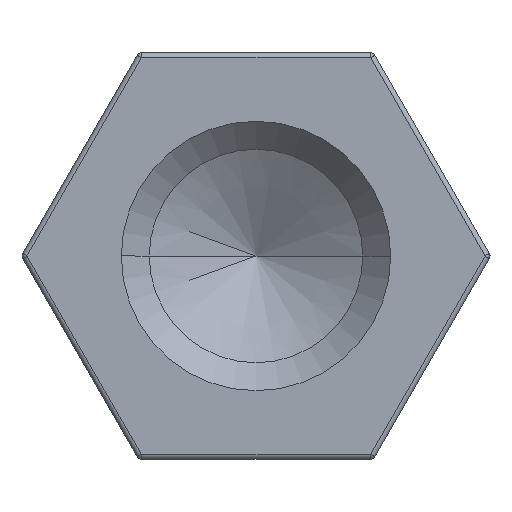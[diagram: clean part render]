
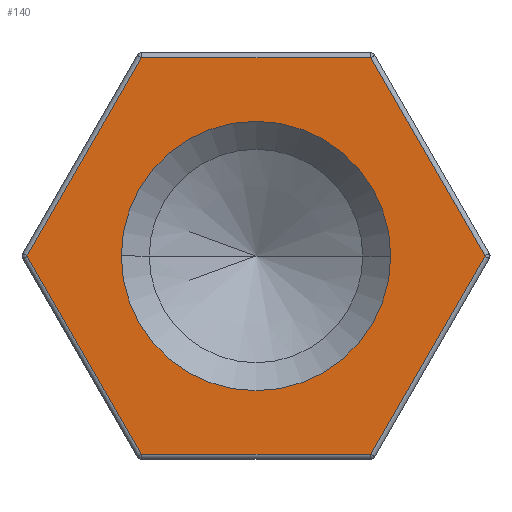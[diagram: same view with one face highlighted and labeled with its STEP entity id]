
A CAD part, left-side view. The second image highlights one B-rep face of the part: STEP entity #140.
In plain terms, the highlighted planar face has unit normal (-1, 0, 0).
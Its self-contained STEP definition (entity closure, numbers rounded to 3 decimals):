
#9 = DIRECTION ( 'NONE',  ( 1., 0., 0. ) ) ;
#28 = EDGE_CURVE ( 'NONE', #676, #1125, #544, .T. ) ;
#29 = EDGE_CURVE ( 'NONE', #1125, #656, #543, .T. ) ;
#33 = EDGE_CURVE ( 'NONE', #966, #915, #531, .T. ) ;
#34 = EDGE_CURVE ( 'NONE', #915, #676, #527, .T. ) ;
#67 = CARTESIAN_POINT ( 'NONE',  ( 0., -2.252, -3.9 ) ) ;
#85 = CIRCLE ( 'NONE', #1148, 2.65 ) ;
#111 = LINE ( 'NONE', #260, #818 ) ;
#115 = VECTOR ( 'NONE', #560, 1000. ) ;
#140 = ADVANCED_FACE ( 'NONE', ( #372, #362 ), #147, .F. ) ;
#147 = PLANE ( 'NONE',  #1096 ) ;
#149 = CARTESIAN_POINT ( 'NONE',  ( 0., 2.252, 3.9 ) ) ;
#161 = CARTESIAN_POINT ( 'NONE',  ( 0., 4.503, 0. ) ) ;
#168 = CARTESIAN_POINT ( 'NONE',  ( 0., 2.65, 0. ) ) ;
#180 = DIRECTION ( 'NONE',  ( 0., 1., 0. ) ) ;
#187 = DIRECTION ( 'NONE',  ( 1., 0., 0. ) ) ;
#188 = CARTESIAN_POINT ( 'NONE',  ( 0., 0., 0. ) ) ;
#246 = CARTESIAN_POINT ( 'NONE',  ( 0., -2.252, 3.9 ) ) ;
#253 = DIRECTION ( 'NONE',  ( 0., 0.5, 0.866 ) ) ;
#260 = CARTESIAN_POINT ( 'NONE',  ( 0., -3.377, 1.95 ) ) ;
#288 = CARTESIAN_POINT ( 'NONE',  ( 0., 2.252, -3.9 ) ) ;
#295 = CARTESIAN_POINT ( 'NONE',  ( 0., -4.503, 0. ) ) ;
#362 = FACE_BOUND ( 'NONE', #1068, .T. ) ;
#372 = FACE_OUTER_BOUND ( 'NONE', #986, .T. ) ;
#382 = CARTESIAN_POINT ( 'NONE',  ( 0., -2.65, 0. ) ) ;
#495 = DIRECTION ( 'NONE',  ( 0., 1., 0. ) ) ;
#502 = DIRECTION ( 'NONE',  ( 1., 0., 0. ) ) ;
#506 = EDGE_CURVE ( 'NONE', #586, #863, #85, .T. ) ;
#507 = CARTESIAN_POINT ( 'NONE',  ( 0., 0., 0. ) ) ;
#520 = VECTOR ( 'NONE', #1248, 1000. ) ;
#525 = VECTOR ( 'NONE', #1242, 1000. ) ;
#527 = LINE ( 'NONE', #1239, #520 ) ;
#529 = VECTOR ( 'NONE', #910, 1000. ) ;
#531 = LINE ( 'NONE', #1310, #525 ) ;
#532 = VECTOR ( 'NONE', #1260, 1000. ) ;
#536 = AXIS2_PLACEMENT_3D ( 'NONE', #188, #187, #180 ) ;
#543 = LINE ( 'NONE', #1255, #529 ) ;
#544 = LINE ( 'NONE', #1236, #532 ) ;
#560 = DIRECTION ( 'NONE',  ( 0., 1., 0. ) ) ;
#586 = VERTEX_POINT ( 'NONE', #382 ) ;
#629 = CARTESIAN_POINT ( 'NONE',  ( 0., 0., 3.9 ) ) ;
#656 = VERTEX_POINT ( 'NONE', #295 ) ;
#676 = VERTEX_POINT ( 'NONE', #288 ) ;
#703 = EDGE_CURVE ( 'NONE', #656, #755, #111, .T. ) ;
#755 = VERTEX_POINT ( 'NONE', #246 ) ;
#818 = VECTOR ( 'NONE', #253, 1000. ) ;
#829 = ORIENTED_EDGE ( 'NONE', *, *, #506, .T. ) ;
#835 = EDGE_CURVE ( 'NONE', #863, #586, #1324, .T. ) ;
#836 = ORIENTED_EDGE ( 'NONE', *, *, #835, .T. ) ;
#847 = EDGE_CURVE ( 'NONE', #755, #966, #1307, .T. ) ;
#861 = ORIENTED_EDGE ( 'NONE', *, *, #29, .T. ) ;
#863 = VERTEX_POINT ( 'NONE', #168 ) ;
#865 = ORIENTED_EDGE ( 'NONE', *, *, #28, .T. ) ;
#866 = ORIENTED_EDGE ( 'NONE', *, *, #34, .T. ) ;
#867 = ORIENTED_EDGE ( 'NONE', *, *, #33, .T. ) ;
#876 = ORIENTED_EDGE ( 'NONE', *, *, #847, .T. ) ;
#880 = ORIENTED_EDGE ( 'NONE', *, *, #703, .T. ) ;
#910 = DIRECTION ( 'NONE',  ( 0., -0.5, 0.866 ) ) ;
#915 = VERTEX_POINT ( 'NONE', #161 ) ;
#966 = VERTEX_POINT ( 'NONE', #149 ) ;
#986 = EDGE_LOOP ( 'NONE', ( #880, #876, #867, #866, #865, #861 ) ) ;
#1068 = EDGE_LOOP ( 'NONE', ( #836, #829 ) ) ;
#1096 = AXIS2_PLACEMENT_3D ( 'NONE', #1374, #9, #1420 ) ;
#1125 = VERTEX_POINT ( 'NONE', #67 ) ;
#1148 = AXIS2_PLACEMENT_3D ( 'NONE', #507, #502, #495 ) ;
#1236 = CARTESIAN_POINT ( 'NONE',  ( 0., 0., -3.9 ) ) ;
#1239 = CARTESIAN_POINT ( 'NONE',  ( 0., 3.377, -1.95 ) ) ;
#1242 = DIRECTION ( 'NONE',  ( 0., 0.5, -0.866 ) ) ;
#1248 = DIRECTION ( 'NONE',  ( 0., -0.5, -0.866 ) ) ;
#1255 = CARTESIAN_POINT ( 'NONE',  ( 0., -3.377, -1.95 ) ) ;
#1260 = DIRECTION ( 'NONE',  ( 0., -1., 0. ) ) ;
#1307 = LINE ( 'NONE', #629, #115 ) ;
#1310 = CARTESIAN_POINT ( 'NONE',  ( 0., 3.377, 1.95 ) ) ;
#1324 = CIRCLE ( 'NONE', #536, 2.65 ) ;
#1374 = CARTESIAN_POINT ( 'NONE',  ( 0., 0., 0. ) ) ;
#1420 = DIRECTION ( 'NONE',  ( 0., 1., 0. ) ) ;
